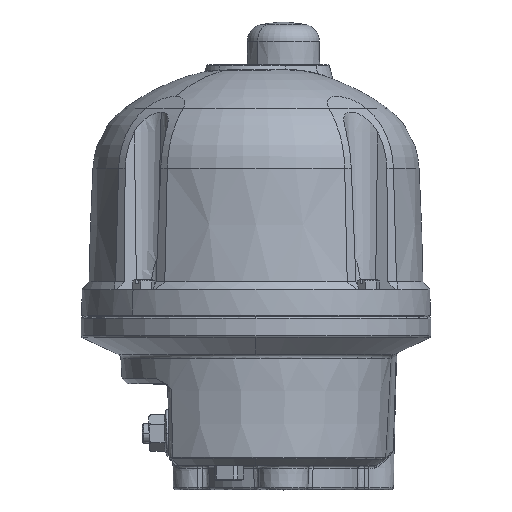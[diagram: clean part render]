
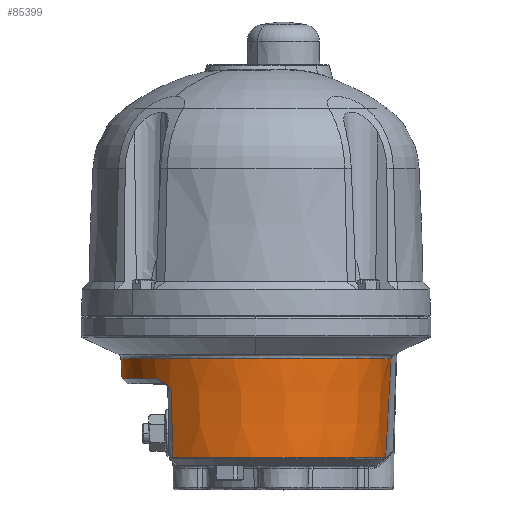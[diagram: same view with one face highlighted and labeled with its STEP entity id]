
A CAD part, top view. The second image highlights one B-rep face of the part: STEP entity #85399.
In plain terms, the highlighted conical face has half-angle 3 degrees and reference radius 55.75 mm.
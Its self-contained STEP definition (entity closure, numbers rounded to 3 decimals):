
#2675 = FACE_OUTER_BOUND ( 'NONE', #14962, .T. ) ;
#3144 = ORIENTED_EDGE ( 'NONE', *, *, #86513, .T. ) ;
#3257 = CARTESIAN_POINT ( 'NONE',  ( -30.698, -1.285, 333.901 ) ) ;
#3697 = CARTESIAN_POINT ( 'NONE',  ( -30.326, -1.785, 334.176 ) ) ;
#5111 = CARTESIAN_POINT ( 'NONE',  ( -34.719, 8.011, 253.128 ) ) ;
#6706 = CARTESIAN_POINT ( 'NONE',  ( 59.594, 10.754, 294.166 ) ) ;
#7518 = DIRECTION ( 'NONE',  ( 0., 1., 0. ) ) ;
#9230 = CARTESIAN_POINT ( 'NONE',  ( -30.168, -4.372, 334.129 ) ) ;
#9467 = VERTEX_POINT ( 'NONE', #6706 ) ;
#9981 = VERTEX_POINT ( 'NONE', #109332 ) ;
#10105 = CARTESIAN_POINT ( 'NONE',  ( -30.207, -1.956, 334.261 ) ) ;
#10145 = EDGE_CURVE ( 'NONE', #25452, #9467, #11958, .T. ) ;
#10160 = VERTEX_POINT ( 'NONE', #122555 ) ;
#11349 = VERTEX_POINT ( 'NONE', #119090 ) ;
#11958 = B_SPLINE_CURVE_WITH_KNOTS ( 'NONE', 3,
 ( #132415, #112374, #81595, #72118 ),
 .UNSPECIFIED., .F., .F.,
 ( 4, 4 ),
 ( 0., 0.041 ),
 .UNSPECIFIED. ) ;
#13029 = CARTESIAN_POINT ( 'NONE',  ( -31.83, -0.211, 333.002 ) ) ;
#13954 = ORIENTED_EDGE ( 'NONE', *, *, #20899, .T. ) ;
#14857 = EDGE_CURVE ( 'NONE', #14952, #28497, #131735, .T. ) ;
#14952 = VERTEX_POINT ( 'NONE', #77779 ) ;
#14962 = EDGE_LOOP ( 'NONE', ( #82232, #132093, #70509, #41286, #13954, #19624, #110302, #3144, #83625, #99549 ) ) ;
#15316 = VERTEX_POINT ( 'NONE', #125332 ) ;
#15616 = B_SPLINE_CURVE_WITH_KNOTS ( 'NONE', 3,
 ( #54327, #85257, #23927, #34165, #116010, #116428, #65525, #32849, #66393, #118622, #5111, #25236, #25678, #117748 ),
 .UNSPECIFIED., .F., .F.,
 ( 4, 2, 2, 2, 2, 2, 4 ),
 ( 0., 0.003, 0.004, 0.006, 0.007, 0.009, 0.012 ),
 .UNSPECIFIED. ) ;
#18638 = CARTESIAN_POINT ( 'NONE',  ( -29.87, -22.794, 333.124 ) ) ;
#19530 = CARTESIAN_POINT ( 'NONE',  ( -29.98, -15.999, 333.495 ) ) ;
#19624 = ORIENTED_EDGE ( 'NONE', *, *, #14857, .T. ) ;
#20899 = EDGE_CURVE ( 'NONE', #15316, #14952, #15616, .T. ) ;
#23927 = CARTESIAN_POINT ( 'NONE',  ( -38.6, 10.666, 257.232 ) ) ;
#24931 = CARTESIAN_POINT ( 'NONE',  ( -33.281, 5.174, 251.938 ) ) ;
#25236 = CARTESIAN_POINT ( 'NONE',  ( -33.983, 6.911, 252.477 ) ) ;
#25452 = VERTEX_POINT ( 'NONE', #79813 ) ;
#25678 = CARTESIAN_POINT ( 'NONE',  ( -33.585, 6.083, 252.158 ) ) ;
#26842 = VERTEX_POINT ( 'NONE', #58101 ) ;
#28497 = VERTEX_POINT ( 'NONE', #106082 ) ;
#28624 = DIRECTION ( 'NONE',  ( 0., 0., 1. ) ) ;
#29256 = CARTESIAN_POINT ( 'NONE',  ( -36.242, 2.547, 328.852 ) ) ;
#29991 = CARTESIAN_POINT ( 'NONE',  ( -32.175, 2.494, 251.115 ) ) ;
#31144 = DIRECTION ( 'NONE',  ( 0., 0., -1. ) ) ;
#32849 = CARTESIAN_POINT ( 'NONE',  ( -35.825, 9.214, 254.179 ) ) ;
#34165 = CARTESIAN_POINT ( 'NONE',  ( -37.665, 10.353, 256.142 ) ) ;
#35180 = CARTESIAN_POINT ( 'NONE',  ( -32.577, 3.322, 251.415 ) ) ;
#38604 = VERTEX_POINT ( 'NONE', #56476 ) ;
#40643 = CIRCLE ( 'NONE', #130214, 54.839 ) ;
#40975 = DIRECTION ( 'NONE',  ( 0., 1., 0. ) ) ;
#41131 = CARTESIAN_POINT ( 'NONE',  ( -32.267, 2.547, 251.193 ) ) ;
#41286 = ORIENTED_EDGE ( 'NONE', *, *, #126016, .T. ) ;
#42733 = CARTESIAN_POINT ( 'NONE',  ( 4.368, 2.547, 292. ) ) ;
#44691 = DIRECTION ( 'NONE',  ( 0., 0., 1. ) ) ;
#47427 = DIRECTION ( 'NONE',  ( 0., 1., 0. ) ) ;
#51205 =( BOUNDED_CURVE ( )  B_SPLINE_CURVE ( 3, ( #29256, #110270, #73072, #113306 ),
 .UNSPECIFIED., .F., .F. ) 
 B_SPLINE_CURVE_WITH_KNOTS ( ( 4, 4 ),
 ( 0.759, 0.872 ),
 .UNSPECIFIED. ) 
 CURVE ( )  GEOMETRIC_REPRESENTATION_ITEM ( )  RATIONAL_B_SPLINE_CURVE ( ( 1., 0.999, 0.999, 1. ) ) 
 REPRESENTATION_ITEM ( '' )  );
#54327 = CARTESIAN_POINT ( 'NONE',  ( -39.797, 10.754, 258.772 ) ) ;
#54968 = CARTESIAN_POINT ( 'NONE',  ( 4.368, 10.754, 292. ) ) ;
#55540 = CARTESIAN_POINT ( 'NONE',  ( -31.23, -0.673, 333.494 ) ) ;
#56037 = EDGE_CURVE ( 'NONE', #10160, #26842, #106753, .T. ) ;
#56476 = CARTESIAN_POINT ( 'NONE',  ( -32.267, 2.547, 251.193 ) ) ;
#58101 = CARTESIAN_POINT ( 'NONE',  ( -29.76, -29.589, 332.751 ) ) ;
#58580 = AXIS2_PLACEMENT_3D ( 'NONE', #90027, #47427, #28624 ) ;
#60689 = CARTESIAN_POINT ( 'NONE',  ( -30.129, -6.788, 333.998 ) ) ;
#64503 = CARTESIAN_POINT ( 'NONE',  ( -30.828, -1.125, 333.803 ) ) ;
#65525 = CARTESIAN_POINT ( 'NONE',  ( -36.428, 9.686, 254.793 ) ) ;
#66393 = CARTESIAN_POINT ( 'NONE',  ( -35.533, 8.945, 253.892 ) ) ;
#70509 = ORIENTED_EDGE ( 'NONE', *, *, #10145, .T. ) ;
#71454 = CONICAL_SURFACE ( 'NONE', #104434, 55.75, 0.052 ) ;
#72118 = CARTESIAN_POINT ( 'NONE',  ( 59.594, 10.754, 294.166 ) ) ;
#73072 = CARTESIAN_POINT ( 'NONE',  ( -33.378, 0.757, 331.703 ) ) ;
#74743 = DIRECTION ( 'NONE',  ( 0., -1., 0. ) ) ;
#75121 = CARTESIAN_POINT ( 'NONE',  ( -32.963, 4.221, 251.708 ) ) ;
#75780 = CARTESIAN_POINT ( 'NONE',  ( -30.448, -1.614, 334.087 ) ) ;
#76241 = CIRCLE ( 'NONE', #58580, 53.154 ) ;
#77779 = CARTESIAN_POINT ( 'NONE',  ( -33.281, 5.174, 251.938 ) ) ;
#79617 = DIRECTION ( 'NONE',  ( 0., 0., -1. ) ) ;
#79813 = CARTESIAN_POINT ( 'NONE',  ( 57.367, -29.589, 296.058 ) ) ;
#80967 = B_SPLINE_CURVE_WITH_KNOTS ( 'NONE', 3,
 ( #121623, #29991, #111875, #41131 ),
 .UNSPECIFIED., .F., .F.,
 ( 4, 4 ),
 ( 0., 0. ),
 .UNSPECIFIED. ) ;
#81480 = EDGE_CURVE ( 'NONE', #26842, #25452, #76241, .T. ) ;
#81595 = CARTESIAN_POINT ( 'NONE',  ( 58.862, -2.691, 294.864 ) ) ;
#82232 = ORIENTED_EDGE ( 'NONE', *, *, #56037, .T. ) ;
#83625 = ORIENTED_EDGE ( 'NONE', *, *, #111141, .T. ) ;
#85257 = CARTESIAN_POINT ( 'NONE',  ( -39.208, 10.754, 257.989 ) ) ;
#85399 = ADVANCED_FACE ( 'NONE', ( #2675 ), #71454, .T. ) ;
#86513 = EDGE_CURVE ( 'NONE', #38604, #11349, #40643, .T. ) ;
#89908 = B_SPLINE_CURVE_WITH_KNOTS ( 'NONE', 3,
 ( #13029, #116762, #55540, #64503, #3257, #75780, #3697, #106142 ),
 .UNSPECIFIED., .F., .F.,
 ( 4, 2, 2, 4 ),
 ( 0., 0.001, 0.002, 0.003 ),
 .UNSPECIFIED. ) ;
#90027 = CARTESIAN_POINT ( 'NONE',  ( 4.368, -29.589, 292. ) ) ;
#90335 = CARTESIAN_POINT ( 'NONE',  ( -29.76, -29.589, 332.751 ) ) ;
#94264 = EDGE_CURVE ( 'NONE', #28497, #38604, #80967, .T. ) ;
#99549 = ORIENTED_EDGE ( 'NONE', *, *, #100618, .T. ) ;
#100618 = EDGE_CURVE ( 'NONE', #9981, #10160, #89908, .T. ) ;
#101032 = CARTESIAN_POINT ( 'NONE',  ( -30.09, -9.204, 333.866 ) ) ;
#104434 = AXIS2_PLACEMENT_3D ( 'NONE', #130459, #7518, #79617 ) ;
#106082 = CARTESIAN_POINT ( 'NONE',  ( -32.129, 2.467, 251.076 ) ) ;
#106142 = CARTESIAN_POINT ( 'NONE',  ( -30.207, -1.956, 334.261 ) ) ;
#106207 = CIRCLE ( 'NONE', #118201, 55.269 ) ;
#106753 = B_SPLINE_CURVE_WITH_KNOTS ( 'NONE', 3,
 ( #10105, #9230, #60689, #101032, #19530, #18638, #90335 ),
 .UNSPECIFIED., .F., .F.,
 ( 4, 3, 4 ),
 ( 0.001, 0.008, 0.028 ),
 .UNSPECIFIED. ) ;
#106830 = CARTESIAN_POINT ( 'NONE',  ( -32.129, 2.467, 251.076 ) ) ;
#109332 = CARTESIAN_POINT ( 'NONE',  ( -31.83, -0.211, 333.002 ) ) ;
#110270 = CARTESIAN_POINT ( 'NONE',  ( -34.851, 1.678, 330.318 ) ) ;
#110302 = ORIENTED_EDGE ( 'NONE', *, *, #94264, .T. ) ;
#111141 = EDGE_CURVE ( 'NONE', #11349, #9981, #51205, .T. ) ;
#111875 = CARTESIAN_POINT ( 'NONE',  ( -32.221, 2.521, 251.154 ) ) ;
#112374 = CARTESIAN_POINT ( 'NONE',  ( 58.118, -16.139, 295.489 ) ) ;
#113306 = CARTESIAN_POINT ( 'NONE',  ( -31.83, -0.211, 333.002 ) ) ;
#116010 = CARTESIAN_POINT ( 'NONE',  ( -37.352, 10.218, 255.789 ) ) ;
#116428 = CARTESIAN_POINT ( 'NONE',  ( -36.734, 9.885, 255.116 ) ) ;
#116762 = CARTESIAN_POINT ( 'NONE',  ( -31.514, -0.408, 333.267 ) ) ;
#117748 = CARTESIAN_POINT ( 'NONE',  ( -33.281, 5.174, 251.938 ) ) ;
#118201 = AXIS2_PLACEMENT_3D ( 'NONE', #54968, #74743, #44691 ) ;
#118622 = CARTESIAN_POINT ( 'NONE',  ( -34.981, 8.344, 253.368 ) ) ;
#119090 = CARTESIAN_POINT ( 'NONE',  ( -36.242, 2.547, 328.852 ) ) ;
#121623 = CARTESIAN_POINT ( 'NONE',  ( -32.129, 2.467, 251.076 ) ) ;
#122555 = CARTESIAN_POINT ( 'NONE',  ( -30.207, -1.956, 334.261 ) ) ;
#125332 = CARTESIAN_POINT ( 'NONE',  ( -39.797, 10.754, 258.772 ) ) ;
#126016 = EDGE_CURVE ( 'NONE', #9467, #15316, #106207, .T. ) ;
#130214 = AXIS2_PLACEMENT_3D ( 'NONE', #42733, #40975, #31144 ) ;
#130459 = CARTESIAN_POINT ( 'NONE',  ( 4.368, 19.937, 292. ) ) ;
#131735 = B_SPLINE_CURVE_WITH_KNOTS ( 'NONE', 3,
 ( #24931, #75121, #35180, #106830 ),
 .UNSPECIFIED., .F., .F.,
 ( 4, 4 ),
 ( 0., 0.003 ),
 .UNSPECIFIED. ) ;
#132093 = ORIENTED_EDGE ( 'NONE', *, *, #81480, .T. ) ;
#132415 = CARTESIAN_POINT ( 'NONE',  ( 57.367, -29.589, 296.058 ) ) ;
